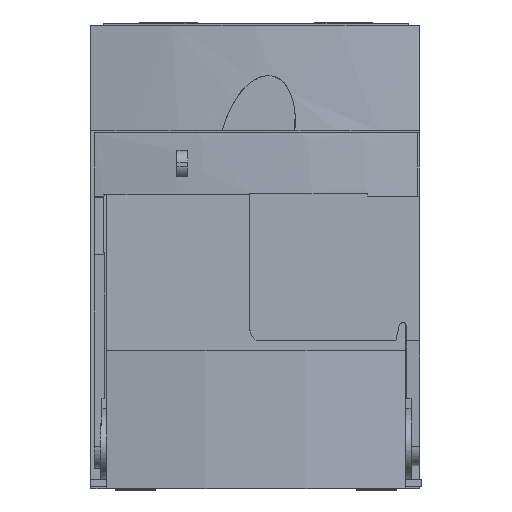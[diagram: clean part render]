
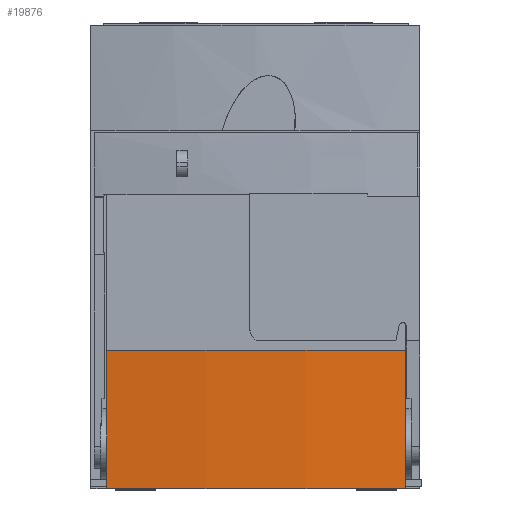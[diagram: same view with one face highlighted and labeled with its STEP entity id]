
A CAD part, top view. The second image highlights one B-rep face of the part: STEP entity #19876.
In plain terms, the highlighted cylindrical face has radius 127.5 mm (diameter 255 mm), a partial arc.
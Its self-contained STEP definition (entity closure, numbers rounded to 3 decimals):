
#8412=DIRECTION('',(0.,1.,0.));
#8413=VECTOR('',#8412,18.9);
#8414=CARTESIAN_POINT('',(2.184,0.2,69.097));
#8415=LINE('',#8414,#8413);
#9041=CARTESIAN_POINT('',(22.65,0.2,-56.75));
#9042=DIRECTION('',(0.,-1.,0.));
#9043=DIRECTION('',(0.161,0.,0.987));
#9044=AXIS2_PLACEMENT_3D('',#9041,#9042,#9043);
#9049=CARTESIAN_POINT('',(22.65,19.1,-56.75));
#9050=DIRECTION('',(0.,1.,0.));
#9051=DIRECTION('',(-0.161,0.,0.987));
#9052=AXIS2_PLACEMENT_3D('',#9049,#9050,#9051);
#9057=DIRECTION('',(0.,1.,0.));
#9058=VECTOR('',#9057,18.9);
#9059=CARTESIAN_POINT('',(43.116,0.2,69.097));
#9060=LINE('',#9059,#9058);
#9656=CARTESIAN_POINT('',(43.116,0.2,69.097));
#9657=CARTESIAN_POINT('',(43.116,19.1,69.097));
#9658=VERTEX_POINT('',#9656);
#9659=VERTEX_POINT('',#9657);
#9660=CARTESIAN_POINT('',(2.184,0.2,69.097));
#9661=CARTESIAN_POINT('',(2.184,19.1,69.097));
#9662=VERTEX_POINT('',#9660);
#9663=VERTEX_POINT('',#9661);
#19865=CARTESIAN_POINT('',(22.65,0.2,-56.75));
#19866=DIRECTION('',(0.,-1.,0.));
#19867=DIRECTION('',(0.,0.,-1.));
#19868=AXIS2_PLACEMENT_3D('',#19865,#19866,#19867);
#19869=CYLINDRICAL_SURFACE('',#19868,127.5);
#19870=ORIENTED_EDGE('',*,*,#12255,.T.);
#19871=ORIENTED_EDGE('',*,*,#19107,.T.);
#19872=ORIENTED_EDGE('',*,*,#19859,.T.);
#19873=ORIENTED_EDGE('',*,*,#12194,.F.);
#19874=EDGE_LOOP('',(#19870,#19871,#19872,#19873));
#19875=FACE_OUTER_BOUND('',#19874,.F.);
#9045=CIRCLE('',#9044,127.5);
#9053=CIRCLE('',#9052,127.5);
#12194=EDGE_CURVE('',#9658,#9659,#9060,.T.);
#12255=EDGE_CURVE('',#9658,#9662,#9045,.T.);
#19107=EDGE_CURVE('',#9662,#9663,#8415,.T.);
#19859=EDGE_CURVE('',#9663,#9659,#9053,.T.);
#19876=ADVANCED_FACE('',(#19875),#19869,.T.);
